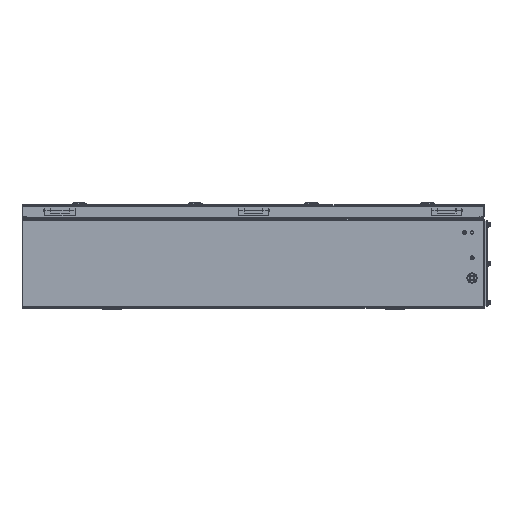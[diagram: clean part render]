
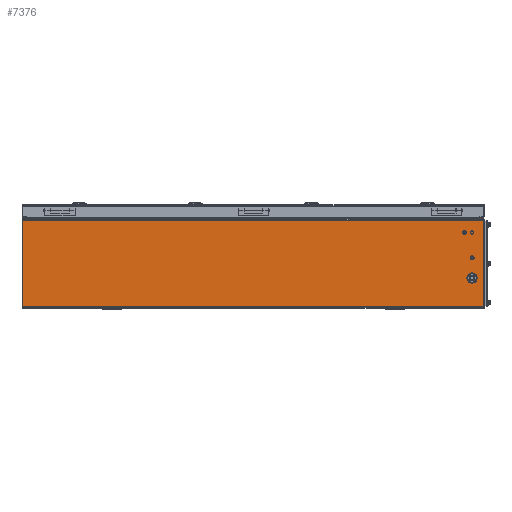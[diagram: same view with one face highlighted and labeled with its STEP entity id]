
A CAD part, left-side view. The second image highlights one B-rep face of the part: STEP entity #7376.
In plain terms, the highlighted planar face has unit normal (-1, 0, 0).
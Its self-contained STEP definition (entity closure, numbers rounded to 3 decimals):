
#247 = LINE ( 'NONE', #2260, #33686 ) ;
#333 = CARTESIAN_POINT ( 'NONE',  ( -305., -426.45, 60. ) ) ;
#1297 = DIRECTION ( 'NONE',  ( 0., 0., 1. ) ) ;
#1326 = DIRECTION ( 'NONE',  ( 1., 0., 0. ) ) ;
#1337 = ORIENTED_EDGE ( 'NONE', *, *, #22350, .T. ) ;
#2260 = CARTESIAN_POINT ( 'NONE',  ( -305., -455.493, 177. ) ) ;
#4880 = VERTEX_POINT ( 'NONE', #17372 ) ;
#5761 = EDGE_LOOP ( 'NONE', ( #23550, #36577 ) ) ;
#6184 = VERTEX_POINT ( 'NONE', #19986 ) ;
#7376 = ADVANCED_FACE ( 'NONE', ( #7972, #14517 ), #10754, .F. ) ;
#7391 = DIRECTION ( 'NONE',  ( 0., 1., 0. ) ) ;
#7972 = FACE_BOUND ( 'NONE', #5761, .T. ) ;
#8189 = ORIENTED_EDGE ( 'NONE', *, *, #24288, .F. ) ;
#8996 = VECTOR ( 'NONE', #1297, 1000. ) ;
#9463 = DIRECTION ( 'NONE',  ( 0., 1., 0. ) ) ;
#10575 = VERTEX_POINT ( 'NONE', #30563 ) ;
#10754 = PLANE ( 'NONE',  #12476 ) ;
#10878 = CARTESIAN_POINT ( 'NONE',  ( -305., -432., 60. ) ) ;
#10919 = DIRECTION ( 'NONE',  ( -1., 0., 0. ) ) ;
#12476 = AXIS2_PLACEMENT_3D ( 'NONE', #17462, #1326, #23990 ) ;
#14138 = CARTESIAN_POINT ( 'NONE',  ( -305., 455.493, 177. ) ) ;
#14148 = DIRECTION ( 'NONE',  ( 0., 0., 1. ) ) ;
#14517 = FACE_OUTER_BOUND ( 'NONE', #29203, .T. ) ;
#15018 = CARTESIAN_POINT ( 'NONE',  ( -305., -455.493, 174.3 ) ) ;
#15516 = EDGE_CURVE ( 'NONE', #4880, #10575, #27321, .T. ) ;
#17372 = CARTESIAN_POINT ( 'NONE',  ( -305., 455.493, 3. ) ) ;
#17462 = CARTESIAN_POINT ( 'NONE',  ( -305., -5027., 177. ) ) ;
#19416 = AXIS2_PLACEMENT_3D ( 'NONE', #10878, #33630, #14148 ) ;
#19986 = CARTESIAN_POINT ( 'NONE',  ( -305., -437.55, 60. ) ) ;
#20487 = VERTEX_POINT ( 'NONE', #333 ) ;
#21737 = AXIS2_PLACEMENT_3D ( 'NONE', #30451, #10919, #33673 ) ;
#22350 = EDGE_CURVE ( 'NONE', #37257, #10575, #39471, .T. ) ;
#23550 = ORIENTED_EDGE ( 'NONE', *, *, #28046, .F. ) ;
#23990 = DIRECTION ( 'NONE',  ( 0., 0., 1. ) ) ;
#24288 = EDGE_CURVE ( 'NONE', #37257, #34594, #247, .T. ) ;
#25565 = CARTESIAN_POINT ( 'NONE',  ( -305., -455.493, 3. ) ) ;
#25795 = CIRCLE ( 'NONE', #21737, 5.55 ) ;
#27321 = LINE ( 'NONE', #14138, #8996 ) ;
#27664 = VECTOR ( 'NONE', #9463, 1000. ) ;
#28035 = ORIENTED_EDGE ( 'NONE', *, *, #15516, .F. ) ;
#28046 = EDGE_CURVE ( 'NONE', #6184, #20487, #32260, .T. ) ;
#28288 = EDGE_CURVE ( 'NONE', #34594, #4880, #36294, .T. ) ;
#28985 = CARTESIAN_POINT ( 'NONE',  ( -305., -5027., 3. ) ) ;
#29203 = EDGE_LOOP ( 'NONE', ( #1337, #28035, #37692, #8189 ) ) ;
#30121 = CARTESIAN_POINT ( 'NONE',  ( -305., -455.493, 174.3 ) ) ;
#30451 = CARTESIAN_POINT ( 'NONE',  ( -305., -432., 60. ) ) ;
#30563 = CARTESIAN_POINT ( 'NONE',  ( -305., 455.493, 174.3 ) ) ;
#30824 = VECTOR ( 'NONE', #7391, 1000. ) ;
#31481 = DIRECTION ( 'NONE',  ( 0., 0., -1. ) ) ;
#32260 = CIRCLE ( 'NONE', #19416, 5.55 ) ;
#33630 = DIRECTION ( 'NONE',  ( -1., 0., 0. ) ) ;
#33673 = DIRECTION ( 'NONE',  ( 0., 0., 1. ) ) ;
#33686 = VECTOR ( 'NONE', #31481, 1000. ) ;
#33785 = EDGE_CURVE ( 'NONE', #20487, #6184, #25795, .T. ) ;
#34594 = VERTEX_POINT ( 'NONE', #25565 ) ;
#36294 = LINE ( 'NONE', #28985, #27664 ) ;
#36577 = ORIENTED_EDGE ( 'NONE', *, *, #33785, .F. ) ;
#37257 = VERTEX_POINT ( 'NONE', #15018 ) ;
#37692 = ORIENTED_EDGE ( 'NONE', *, *, #28288, .F. ) ;
#39471 = LINE ( 'NONE', #30121, #30824 ) ;
